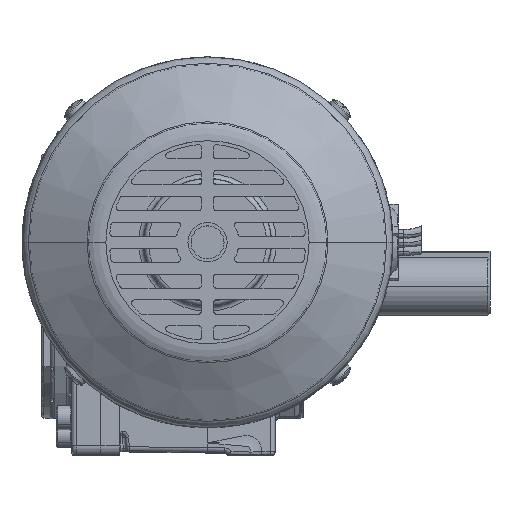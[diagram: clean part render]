
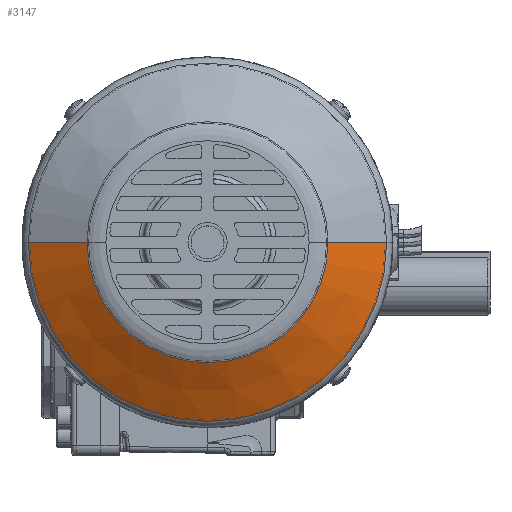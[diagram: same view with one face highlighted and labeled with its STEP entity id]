
A CAD part, top view. The second image highlights one B-rep face of the part: STEP entity #3147.
In plain terms, the highlighted conical face has half-angle 60 degrees and reference radius 57.998 mm.
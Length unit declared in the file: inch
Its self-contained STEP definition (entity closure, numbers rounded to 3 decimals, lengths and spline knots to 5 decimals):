
#2420 = CARTESIAN_POINT ( 'NONE',  ( 0., 0., 5.82418 ) ) ;
#2421 = DIRECTION ( 'NONE',  ( 0., 0., -1. ) ) ;
#2422 = DIRECTION ( 'NONE',  ( -1., 0., 0. ) ) ;
#3147 = ADVANCED_FACE ( 'NONE', ( #25882 ), #25663, .T. ) ;
#7773 = CARTESIAN_POINT ( 'NONE',  ( 0., 0., 6.25575 ) ) ;
#7775 = DIRECTION ( 'NONE',  ( 0., 0., -1. ) ) ;
#7777 = DIRECTION ( 'NONE',  ( -1., 0., 0. ) ) ;
#24553 = CARTESIAN_POINT ( 'NONE',  ( 2.2834, 0., 5.82418 ) ) ;
#24562 = DIRECTION ( 'NONE',  ( 0.866, 0., -0.5 ) ) ;
#25663 = CONICAL_SURFACE ( 'NONE', #28770, 2.2834, 1.047 ) ;
#25882 = FACE_OUTER_BOUND ( 'NONE', #50248, .T. ) ;
#28770 = AXIS2_PLACEMENT_3D ( 'NONE', #59642, #59643, #59647 ) ;
#31542 = CARTESIAN_POINT ( 'NONE',  ( -1.5359, 0., 6.25575 ) ) ;
#31603 = CARTESIAN_POINT ( 'NONE',  ( -2.2834, 0., 5.82418 ) ) ;
#32629 = CARTESIAN_POINT ( 'NONE',  ( -2.2834, 0., 5.82418 ) ) ;
#32631 = DIRECTION ( 'NONE',  ( -0.866, 0., -0.5 ) ) ;
#37417 = CIRCLE ( 'NONE', #43195, 1.5359 ) ;
#37675 = CIRCLE ( 'NONE', #43273, 2.2834 ) ;
#43195 = AXIS2_PLACEMENT_3D ( 'NONE', #7773, #7775, #7777 ) ;
#43273 = AXIS2_PLACEMENT_3D ( 'NONE', #2420, #2421, #2422 ) ;
#44147 = LINE ( 'NONE', #32629, #44149 ) ;
#44149 = VECTOR ( 'NONE', #32631, 39.37008 ) ;
#44205 = LINE ( 'NONE', #24553, #44220 ) ;
#44220 = VECTOR ( 'NONE', #24562, 39.37008 ) ;
#46797 = VERTEX_POINT ( 'NONE', #31542 ) ;
#46846 = VERTEX_POINT ( 'NONE', #31603 ) ;
#50248 = EDGE_LOOP ( 'NONE', ( #78437, #78762, #78415, #78403 ) ) ;
#53367 = VERTEX_POINT ( 'NONE', #70774 ) ;
#53699 = VERTEX_POINT ( 'NONE', #70884 ) ;
#59642 = CARTESIAN_POINT ( 'NONE',  ( 0., 0., 5.82418 ) ) ;
#59643 = DIRECTION ( 'NONE',  ( 0., 0., -1. ) ) ;
#59647 = DIRECTION ( 'NONE',  ( -1., 0., 0. ) ) ;
#70774 = CARTESIAN_POINT ( 'NONE',  ( 1.5359, 0., 6.25575 ) ) ;
#70884 = CARTESIAN_POINT ( 'NONE',  ( 2.2834, 0., 5.82418 ) ) ;
#73550 = EDGE_CURVE ( 'NONE', #53367, #46797, #37417, .T. ) ;
#73696 = EDGE_CURVE ( 'NONE', #53699, #46846, #37675, .T. ) ;
#73967 = EDGE_CURVE ( 'NONE', #46797, #46846, #44147, .T. ) ;
#74016 = EDGE_CURVE ( 'NONE', #53367, #53699, #44205, .T. ) ;
#78403 = ORIENTED_EDGE ( 'NONE', *, *, #73696, .F. ) ;
#78415 = ORIENTED_EDGE ( 'NONE', *, *, #73967, .T. ) ;
#78437 = ORIENTED_EDGE ( 'NONE', *, *, #74016, .F. ) ;
#78762 = ORIENTED_EDGE ( 'NONE', *, *, #73550, .T. ) ;
